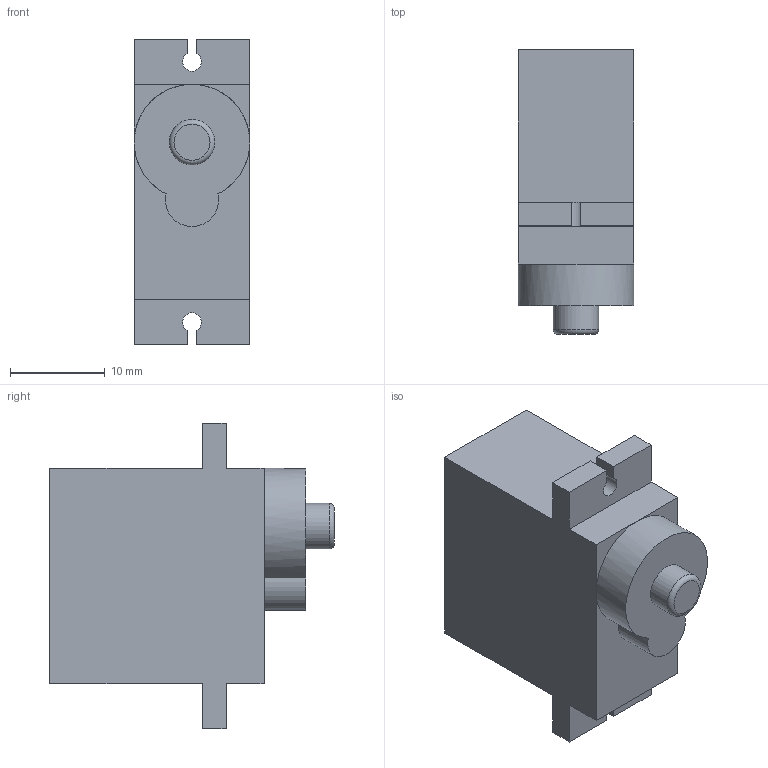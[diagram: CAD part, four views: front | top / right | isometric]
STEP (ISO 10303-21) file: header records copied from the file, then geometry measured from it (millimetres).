
FILE_DESCRIPTION(/* description */ (''),/* implementation_level */ '2;1');
FILE_NAME(/* name */ 'SG90 Servo.step',/* time_stamp */ '2020-12-19T12:20:15+01:00',/* author */ (''),/* organization */ (''),/* preprocessor_version */ 'ST-DEVELOPER v18.1',/* originating_system */ 'Autodesk Translation Framework v9.7.1.1290',/* authorisation */ '');
FILE_SCHEMA (('AUTOMOTIVE_DESIGN { 1 0 10303 214 3 1 1 }'));
Length unit declared in the file: millimetre
Products named in the file (2): QuickRelease; SG90 Servo
Assembly tree (1 placements, depth 2):
  QuickRelease
    SG90 Servo
Bounding box: 12.2 x 30 x 32.25 mm (x, y, z)
Volume: 7154.6 mm3; surface area: 2660.3 mm2
Topology: 1 solids, 1 shells, 30 faces, 78 edges, 51 vertices
Faces by surface type: plane 24, cylinder 5, torus 1
Full cylindrical faces by diameter (mm): 4.8 x1
Entity records: 984 total; most frequent: CARTESIAN_POINT 162, DIRECTION 160, ORIENTED_EDGE 156, EDGE_CURVE 78, LINE 62, VECTOR 62, VERTEX_POINT 51, AXIS2_PLACEMENT_3D 49
